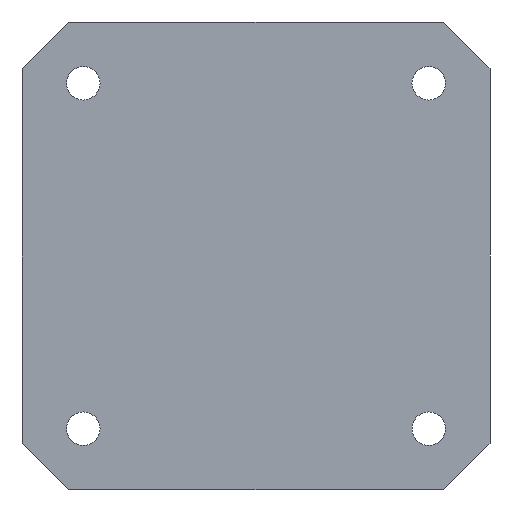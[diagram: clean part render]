
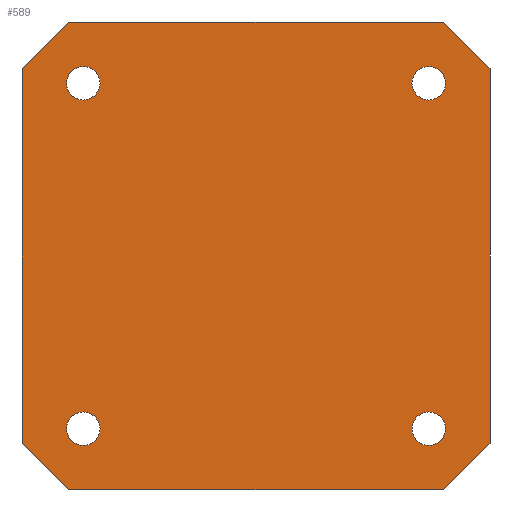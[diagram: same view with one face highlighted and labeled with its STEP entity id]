
A CAD part, front view. The second image highlights one B-rep face of the part: STEP entity #589.
In plain terms, the highlighted planar face has unit normal (0, -1, 0).
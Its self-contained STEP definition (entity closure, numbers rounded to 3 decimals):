
#7 = DIRECTION ( 'NONE',  ( 0.707, 0., -0.707 ) ) ;
#10 = LINE ( 'NONE', #725, #1259 ) ;
#16 = CARTESIAN_POINT ( 'NONE',  ( 42., -30., -37.8 ) ) ;
#47 = DIRECTION ( 'NONE',  ( 0., -1., 0. ) ) ;
#50 = EDGE_CURVE ( 'NONE', #521, #771, #315, .T. ) ;
#53 = EDGE_LOOP ( 'NONE', ( #206, #1151, #596, #545, #1182, #634, #452, #374 ) ) ;
#78 = AXIS2_PLACEMENT_3D ( 'NONE', #597, #439, #1093 ) ;
#83 = EDGE_CURVE ( 'NONE', #858, #1243, #722, .T. ) ;
#93 = CARTESIAN_POINT ( 'NONE',  ( 36.5, -30., -36.5 ) ) ;
#94 = CARTESIAN_POINT ( 'NONE',  ( -18.9, -30., -18.9 ) ) ;
#101 = CIRCLE ( 'NONE', #1116, 1.5 ) ;
#129 = DIRECTION ( 'NONE',  ( 0., 0., -1. ) ) ;
#133 = VECTOR ( 'NONE', #1066, 1000. ) ;
#149 = EDGE_CURVE ( 'NONE', #554, #1254, #1218, .T. ) ;
#162 = VERTEX_POINT ( 'NONE', #245 ) ;
#171 = EDGE_CURVE ( 'NONE', #561, #1280, #101, .T. ) ;
#197 = FACE_BOUND ( 'NONE', #878, .T. ) ;
#203 = AXIS2_PLACEMENT_3D ( 'NONE', #93, #1154, #751 ) ;
#206 = ORIENTED_EDGE ( 'NONE', *, *, #283, .F. ) ;
#228 = PLANE ( 'NONE',  #412 ) ;
#236 = VERTEX_POINT ( 'NONE', #498 ) ;
#242 = ORIENTED_EDGE ( 'NONE', *, *, #1377, .F. ) ;
#245 = CARTESIAN_POINT ( 'NONE',  ( 42., -30., -4.2 ) ) ;
#262 = CARTESIAN_POINT ( 'NONE',  ( 37.8, -30., 0. ) ) ;
#265 = VECTOR ( 'NONE', #458, 1000. ) ;
#266 = ORIENTED_EDGE ( 'NONE', *, *, #1012, .F. ) ;
#268 = EDGE_CURVE ( 'NONE', #1254, #1016, #399, .T. ) ;
#278 = DIRECTION ( 'NONE',  ( 0., -1., 0. ) ) ;
#283 = EDGE_CURVE ( 'NONE', #1053, #554, #970, .T. ) ;
#307 = VECTOR ( 'NONE', #982, 1000. ) ;
#315 = CIRCLE ( 'NONE', #1352, 1.5 ) ;
#336 = VECTOR ( 'NONE', #629, 1000. ) ;
#338 = CARTESIAN_POINT ( 'NONE',  ( 0., -30., -4.2 ) ) ;
#347 = CARTESIAN_POINT ( 'NONE',  ( 36.5, -30., -38. ) ) ;
#374 = ORIENTED_EDGE ( 'NONE', *, *, #149, .F. ) ;
#384 = ORIENTED_EDGE ( 'NONE', *, *, #50, .F. ) ;
#399 = LINE ( 'NONE', #94, #1062 ) ;
#404 = CARTESIAN_POINT ( 'NONE',  ( 0., -30., 0. ) ) ;
#412 = AXIS2_PLACEMENT_3D ( 'NONE', #966, #636, #129 ) ;
#413 = CARTESIAN_POINT ( 'NONE',  ( 18.9, -30., 18.9 ) ) ;
#423 = CARTESIAN_POINT ( 'NONE',  ( 4.2, -30., -42. ) ) ;
#432 = CARTESIAN_POINT ( 'NONE',  ( 2.1, -30., -2.1 ) ) ;
#439 = DIRECTION ( 'NONE',  ( 0., -1., 0. ) ) ;
#442 = CARTESIAN_POINT ( 'NONE',  ( 5.5, -30., -7. ) ) ;
#443 = CARTESIAN_POINT ( 'NONE',  ( 5.5, -30., -4. ) ) ;
#452 = ORIENTED_EDGE ( 'NONE', *, *, #268, .F. ) ;
#458 = DIRECTION ( 'NONE',  ( 0., 0., -1. ) ) ;
#465 = CARTESIAN_POINT ( 'NONE',  ( 4.2, -30., 0. ) ) ;
#479 = ORIENTED_EDGE ( 'NONE', *, *, #171, .F. ) ;
#490 = ORIENTED_EDGE ( 'NONE', *, *, #1129, .F. ) ;
#498 = CARTESIAN_POINT ( 'NONE',  ( 36.5, -30., -35. ) ) ;
#517 = EDGE_LOOP ( 'NONE', ( #1148, #479 ) ) ;
#521 = VERTEX_POINT ( 'NONE', #1163 ) ;
#528 = CARTESIAN_POINT ( 'NONE',  ( 37.8, -30., -42. ) ) ;
#544 = LINE ( 'NONE', #404, #133 ) ;
#545 = ORIENTED_EDGE ( 'NONE', *, *, #980, .F. ) ;
#546 = FACE_BOUND ( 'NONE', #1109, .T. ) ;
#549 = DIRECTION ( 'NONE',  ( 0., 0., -1. ) ) ;
#554 = VERTEX_POINT ( 'NONE', #528 ) ;
#561 = VERTEX_POINT ( 'NONE', #442 ) ;
#568 = VECTOR ( 'NONE', #1131, 1000. ) ;
#579 = LINE ( 'NONE', #413, #1112 ) ;
#586 = CIRCLE ( 'NONE', #944, 1.5 ) ;
#589 = ADVANCED_FACE ( 'NONE', ( #546, #197, #1239, #728, #716 ), #228, .T. ) ;
#596 = ORIENTED_EDGE ( 'NONE', *, *, #984, .F. ) ;
#597 = CARTESIAN_POINT ( 'NONE',  ( 36.5, -30., -36.5 ) ) ;
#600 = EDGE_CURVE ( 'NONE', #642, #1138, #1002, .T. ) ;
#629 = DIRECTION ( 'NONE',  ( -0.707, 0., -0.707 ) ) ;
#632 = CARTESIAN_POINT ( 'NONE',  ( 5.5, -30., -35. ) ) ;
#634 = ORIENTED_EDGE ( 'NONE', *, *, #828, .F. ) ;
#636 = DIRECTION ( 'NONE',  ( 0., -1., 0. ) ) ;
#642 = VERTEX_POINT ( 'NONE', #338 ) ;
#650 = CARTESIAN_POINT ( 'NONE',  ( 36.5, -30., -5.5 ) ) ;
#652 = DIRECTION ( 'NONE',  ( 0., 0., -1. ) ) ;
#675 = AXIS2_PLACEMENT_3D ( 'NONE', #913, #278, #734 ) ;
#680 = DIRECTION ( 'NONE',  ( 0., 0., -1. ) ) ;
#703 = CIRCLE ( 'NONE', #78, 1.5 ) ;
#716 = FACE_OUTER_BOUND ( 'NONE', #53, .T. ) ;
#722 = CIRCLE ( 'NONE', #1292, 1.5 ) ;
#725 = CARTESIAN_POINT ( 'NONE',  ( 0., -30., 0. ) ) ;
#728 = FACE_BOUND ( 'NONE', #517, .T. ) ;
#734 = DIRECTION ( 'NONE',  ( 0., 0., -1. ) ) ;
#751 = DIRECTION ( 'NONE',  ( 0., 0., -1. ) ) ;
#765 = DIRECTION ( 'NONE',  ( 0., -1., 0. ) ) ;
#771 = VERTEX_POINT ( 'NONE', #957 ) ;
#784 = CARTESIAN_POINT ( 'NONE',  ( 36.5, -30., -5.5 ) ) ;
#828 = EDGE_CURVE ( 'NONE', #1016, #642, #544, .T. ) ;
#847 = ORIENTED_EDGE ( 'NONE', *, *, #83, .F. ) ;
#858 = VERTEX_POINT ( 'NONE', #632 ) ;
#861 = LINE ( 'NONE', #1108, #265 ) ;
#878 = EDGE_LOOP ( 'NONE', ( #266, #1308 ) ) ;
#907 = EDGE_CURVE ( 'NONE', #1345, #236, #1176, .T. ) ;
#913 = CARTESIAN_POINT ( 'NONE',  ( 5.5, -30., -36.5 ) ) ;
#921 = DIRECTION ( 'NONE',  ( 1., 0., 0. ) ) ;
#944 = AXIS2_PLACEMENT_3D ( 'NONE', #784, #1341, #680 ) ;
#951 = CARTESIAN_POINT ( 'NONE',  ( 0., -30., -37.8 ) ) ;
#957 = CARTESIAN_POINT ( 'NONE',  ( 36.5, -30., -7. ) ) ;
#966 = CARTESIAN_POINT ( 'NONE',  ( 0., -30., 0. ) ) ;
#970 = LINE ( 'NONE', #1164, #336 ) ;
#980 = EDGE_CURVE ( 'NONE', #1138, #1213, #10, .T. ) ;
#982 = DIRECTION ( 'NONE',  ( 0.707, 0., 0.707 ) ) ;
#984 = EDGE_CURVE ( 'NONE', #1213, #162, #579, .T. ) ;
#991 = CARTESIAN_POINT ( 'NONE',  ( 5.5, -30., -5.5 ) ) ;
#1002 = LINE ( 'NONE', #432, #307 ) ;
#1012 = EDGE_CURVE ( 'NONE', #236, #1345, #703, .T. ) ;
#1016 = VERTEX_POINT ( 'NONE', #951 ) ;
#1024 = DIRECTION ( 'NONE',  ( 0., 0., -1. ) ) ;
#1027 = EDGE_LOOP ( 'NONE', ( #847, #242 ) ) ;
#1033 = CARTESIAN_POINT ( 'NONE',  ( 5.5, -30., -38. ) ) ;
#1053 = VERTEX_POINT ( 'NONE', #16 ) ;
#1062 = VECTOR ( 'NONE', #1376, 1000. ) ;
#1066 = DIRECTION ( 'NONE',  ( 0., 0., 1. ) ) ;
#1085 = CIRCLE ( 'NONE', #675, 1.5 ) ;
#1093 = DIRECTION ( 'NONE',  ( 0., 0., -1. ) ) ;
#1108 = CARTESIAN_POINT ( 'NONE',  ( 42., -30., 0. ) ) ;
#1109 = EDGE_LOOP ( 'NONE', ( #384, #490 ) ) ;
#1112 = VECTOR ( 'NONE', #7, 1000. ) ;
#1116 = AXIS2_PLACEMENT_3D ( 'NONE', #991, #765, #1217 ) ;
#1129 = EDGE_CURVE ( 'NONE', #771, #521, #586, .T. ) ;
#1131 = DIRECTION ( 'NONE',  ( -1., 0., 0. ) ) ;
#1138 = VERTEX_POINT ( 'NONE', #465 ) ;
#1148 = ORIENTED_EDGE ( 'NONE', *, *, #1333, .F. ) ;
#1151 = ORIENTED_EDGE ( 'NONE', *, *, #1349, .F. ) ;
#1154 = DIRECTION ( 'NONE',  ( 0., -1., 0. ) ) ;
#1157 = CIRCLE ( 'NONE', #1197, 1.5 ) ;
#1163 = CARTESIAN_POINT ( 'NONE',  ( 36.5, -30., -4. ) ) ;
#1164 = CARTESIAN_POINT ( 'NONE',  ( 39.9, -30., -39.9 ) ) ;
#1176 = CIRCLE ( 'NONE', #203, 1.5 ) ;
#1182 = ORIENTED_EDGE ( 'NONE', *, *, #600, .F. ) ;
#1197 = AXIS2_PLACEMENT_3D ( 'NONE', #1212, #47, #652 ) ;
#1211 = DIRECTION ( 'NONE',  ( 0., -1., 0. ) ) ;
#1212 = CARTESIAN_POINT ( 'NONE',  ( 5.5, -30., -5.5 ) ) ;
#1213 = VERTEX_POINT ( 'NONE', #262 ) ;
#1217 = DIRECTION ( 'NONE',  ( 0., 0., -1. ) ) ;
#1218 = LINE ( 'NONE', #1354, #568 ) ;
#1224 = DIRECTION ( 'NONE',  ( 0., -1., 0. ) ) ;
#1239 = FACE_BOUND ( 'NONE', #1027, .T. ) ;
#1243 = VERTEX_POINT ( 'NONE', #1033 ) ;
#1254 = VERTEX_POINT ( 'NONE', #423 ) ;
#1259 = VECTOR ( 'NONE', #921, 1000. ) ;
#1280 = VERTEX_POINT ( 'NONE', #443 ) ;
#1292 = AXIS2_PLACEMENT_3D ( 'NONE', #1330, #1211, #549 ) ;
#1308 = ORIENTED_EDGE ( 'NONE', *, *, #907, .F. ) ;
#1330 = CARTESIAN_POINT ( 'NONE',  ( 5.5, -30., -36.5 ) ) ;
#1333 = EDGE_CURVE ( 'NONE', #1280, #561, #1157, .T. ) ;
#1341 = DIRECTION ( 'NONE',  ( 0., -1., 0. ) ) ;
#1345 = VERTEX_POINT ( 'NONE', #347 ) ;
#1349 = EDGE_CURVE ( 'NONE', #162, #1053, #861, .T. ) ;
#1352 = AXIS2_PLACEMENT_3D ( 'NONE', #650, #1224, #1024 ) ;
#1354 = CARTESIAN_POINT ( 'NONE',  ( 0., -30., -42. ) ) ;
#1376 = DIRECTION ( 'NONE',  ( -0.707, 0., 0.707 ) ) ;
#1377 = EDGE_CURVE ( 'NONE', #1243, #858, #1085, .T. ) ;
